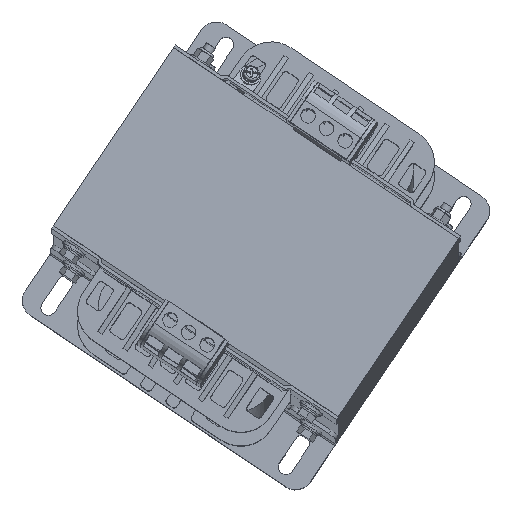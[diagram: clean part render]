
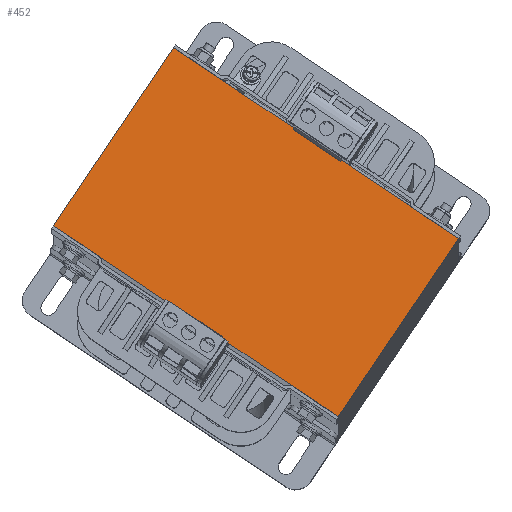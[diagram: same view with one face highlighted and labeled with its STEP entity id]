
A CAD part, front view. The second image highlights one B-rep face of the part: STEP entity #452.
In plain terms, the highlighted face is planar.
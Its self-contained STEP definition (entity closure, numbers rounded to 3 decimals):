
#5=DIRECTION('',(1.,0.,0.));
#6=VECTOR('',#5,192.);
#7=CARTESIAN_POINT('',(-96.,-80.,0.));
#8=LINE('',#7,#6);
#105=DIRECTION('',(0.,0.,1.));
#106=VECTOR('',#105,120.5);
#107=CARTESIAN_POINT('',(96.,-80.,0.));
#108=LINE('',#107,#106);
#113=DIRECTION('',(0.,0.,1.));
#114=VECTOR('',#113,120.5);
#115=CARTESIAN_POINT('',(-96.,-80.,0.));
#116=LINE('',#115,#114);
#117=DIRECTION('',(1.,0.,0.));
#118=VECTOR('',#117,192.);
#119=CARTESIAN_POINT('',(-96.,-80.,120.5));
#120=LINE('',#119,#118);
#258=CARTESIAN_POINT('',(-96.,-80.,0.));
#260=VERTEX_POINT('',#258);
#261=CARTESIAN_POINT('',(96.,-80.,0.));
#262=VERTEX_POINT('',#261);
#299=CARTESIAN_POINT('',(-96.,-80.,120.5));
#300=VERTEX_POINT('',#299);
#303=CARTESIAN_POINT('',(96.,-80.,120.5));
#304=VERTEX_POINT('',#303);
#440=CARTESIAN_POINT('',(-96.,-80.,0.));
#441=DIRECTION('',(0.,-1.,0.));
#442=DIRECTION('',(1.,0.,0.));
#443=AXIS2_PLACEMENT_3D('',#440,#441,#442);
#444=PLANE('',#443);
#445=ORIENTED_EDGE('',*,*,#344,.F.);
#446=ORIENTED_EDGE('',*,*,#407,.T.);
#448=ORIENTED_EDGE('',*,*,#447,.T.);
#449=ORIENTED_EDGE('',*,*,#432,.F.);
#450=EDGE_LOOP('',(#445,#446,#448,#449));
#451=FACE_OUTER_BOUND('',#450,.F.);
#344=EDGE_CURVE('',#260,#262,#8,.T.);
#407=EDGE_CURVE('',#260,#300,#116,.T.);
#432=EDGE_CURVE('',#262,#304,#108,.T.);
#447=EDGE_CURVE('',#300,#304,#120,.T.);
#452=ADVANCED_FACE('',(#451),#444,.T.);
